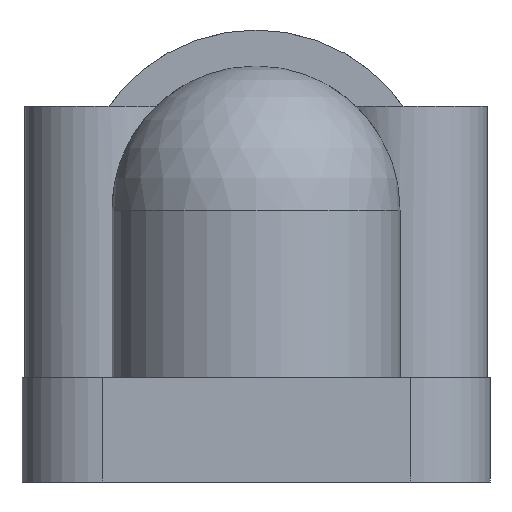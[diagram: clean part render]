
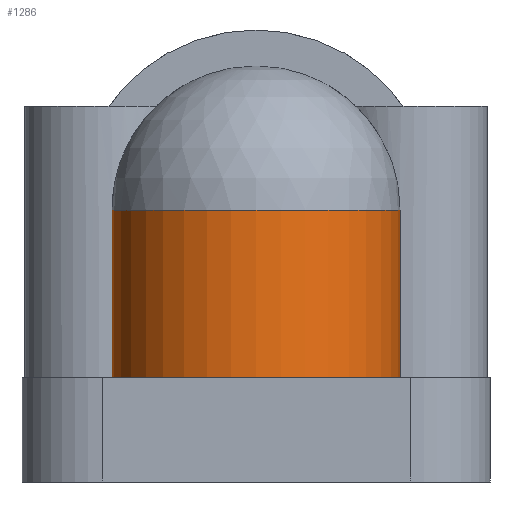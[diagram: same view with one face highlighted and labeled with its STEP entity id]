
A CAD part, front view. The second image highlights one B-rep face of the part: STEP entity #1286.
In plain terms, the highlighted cylindrical face has radius 18 mm (diameter 36 mm), a partial arc.
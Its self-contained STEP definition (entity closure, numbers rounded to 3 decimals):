
#68=LINE('',#1970,#109);
#69=LINE('',#1972,#110);
#109=VECTOR('',#1567,1000.);
#110=VECTOR('',#1570,1000.);
#141=CYLINDRICAL_SURFACE('',#1374,18.);
#252=ORIENTED_EDGE('',*,*,#459,.F.);
#253=ORIENTED_EDGE('',*,*,#454,.F.);
#254=ORIENTED_EDGE('',*,*,#460,.T.);
#255=ORIENTED_EDGE('',*,*,#455,.T.);
#454=EDGE_CURVE('',#552,#518,#68,.T.);
#455=EDGE_CURVE('',#553,#519,#69,.T.);
#459=EDGE_CURVE('',#518,#519,#615,.T.);
#460=EDGE_CURVE('',#552,#553,#616,.T.);
#518=VERTEX_POINT('',#1869);
#519=VERTEX_POINT('',#1871);
#552=VERTEX_POINT('',#1969);
#553=VERTEX_POINT('',#1973);
#615=CIRCLE('',#1375,18.);
#616=CIRCLE('',#1376,18.);
#672=EDGE_LOOP('',(#252,#253,#254,#255));
#764=FACE_BOUND('',#672,.T.);
#1286=ADVANCED_FACE('',(#764),#141,.T.);
#1374=AXIS2_PLACEMENT_3D('',#1978,#1576,#1577);
#1375=AXIS2_PLACEMENT_3D('',#1979,#1578,#1579);
#1376=AXIS2_PLACEMENT_3D('',#1980,#1580,#1581);
#1567=DIRECTION('',(0.,0.,1.));
#1570=DIRECTION('',(0.,0.,1.));
#1576=DIRECTION('',(0.,0.,1.));
#1577=DIRECTION('',(-1.,0.,0.));
#1578=DIRECTION('',(0.,0.,1.));
#1579=DIRECTION('',(1.,0.,0.));
#1580=DIRECTION('',(0.,0.,1.));
#1581=DIRECTION('',(1.,0.,0.));
#1869=CARTESIAN_POINT('',(-18.,0.,34.));
#1871=CARTESIAN_POINT('',(18.,0.,34.));
#1969=CARTESIAN_POINT('',(-18.,0.,13.));
#1970=CARTESIAN_POINT('',(-18.,0.,34.));
#1972=CARTESIAN_POINT('',(18.,0.,13.));
#1973=CARTESIAN_POINT('',(18.,0.,13.));
#1978=CARTESIAN_POINT('',(0.,0.,13.));
#1979=CARTESIAN_POINT('',(0.,0.,34.));
#1980=CARTESIAN_POINT('',(0.,0.,13.));
